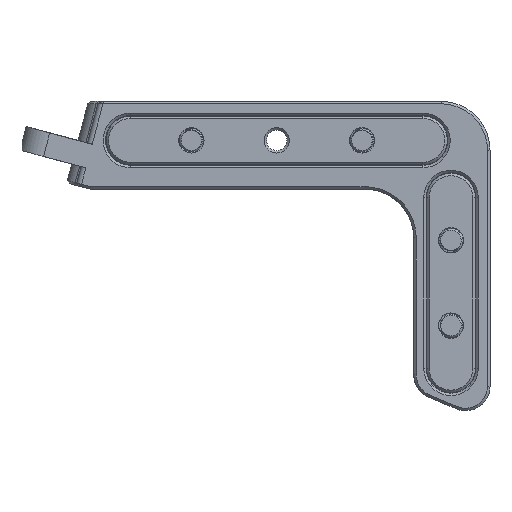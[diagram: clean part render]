
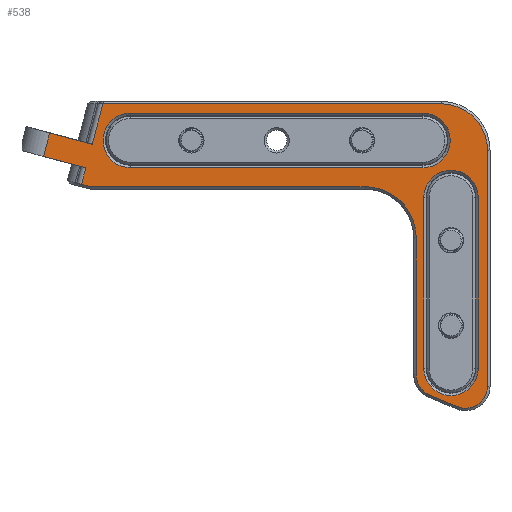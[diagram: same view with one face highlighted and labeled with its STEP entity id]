
A CAD part, front view. The second image highlights one B-rep face of the part: STEP entity #538.
In plain terms, the highlighted planar face has unit normal (0, -1, 0).
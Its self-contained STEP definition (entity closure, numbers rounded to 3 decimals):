
#538=ADVANCED_FACE('',(#1182,#1184,#1186),#1188,.F.);
#1182=FACE_BOUND('',#1183,.T.);
#1183=EDGE_LOOP('',(#14050,#14051,#14052,#14053,#14054,#14055,#14056,#14057,#14058,
#14059,#14060,#14061,#14062,#14063,#14064));
#1184=FACE_BOUND('',#1185,.T.);
#1185=EDGE_LOOP('',(#14065,#14066,#14067,#14068));
#1186=FACE_BOUND('',#1187,.T.);
#1187=EDGE_LOOP('',(#14069,#14070,#14071,#14072));
#1188=PLANE('',#1189);
#1189=AXIS2_PLACEMENT_3D('',#1190,#1191,#1192);
#1190=CARTESIAN_POINT('',(0.,-15.,0.));
#1191=DIRECTION('',(0.,1.,0.));
#1192=DIRECTION('',(-1.,0.,0.));
#14050=ORIENTED_EDGE('',*,*,#15574,.F.);
#14051=ORIENTED_EDGE('',*,*,#15575,.F.);
#14052=ORIENTED_EDGE('',*,*,#15576,.F.);
#14053=ORIENTED_EDGE('',*,*,#15577,.F.);
#14054=ORIENTED_EDGE('',*,*,#15578,.F.);
#14055=ORIENTED_EDGE('',*,*,#15579,.F.);
#14056=ORIENTED_EDGE('',*,*,#15580,.F.);
#14057=ORIENTED_EDGE('',*,*,#15581,.F.);
#14058=ORIENTED_EDGE('',*,*,#15582,.F.);
#14059=ORIENTED_EDGE('',*,*,#15583,.F.);
#14060=ORIENTED_EDGE('',*,*,#15584,.T.);
#14061=ORIENTED_EDGE('',*,*,#15500,.F.);
#14062=ORIENTED_EDGE('',*,*,#15585,.F.);
#14063=ORIENTED_EDGE('',*,*,#15493,.F.);
#14064=ORIENTED_EDGE('',*,*,#15586,.T.);
#14065=ORIENTED_EDGE('',*,*,#15587,.T.);
#14066=ORIENTED_EDGE('',*,*,#15588,.T.);
#14067=ORIENTED_EDGE('',*,*,#15589,.T.);
#14068=ORIENTED_EDGE('',*,*,#15590,.T.);
#14069=ORIENTED_EDGE('',*,*,#15591,.T.);
#14070=ORIENTED_EDGE('',*,*,#15592,.T.);
#14071=ORIENTED_EDGE('',*,*,#15593,.T.);
#14072=ORIENTED_EDGE('',*,*,#15594,.T.);
#15493=EDGE_CURVE('',#16385,#16369,#16387,.T.);
#15500=EDGE_CURVE('',#16398,#16400,#16401,.T.);
#15574=EDGE_CURVE('',#16528,#16529,#16530,.T.);
#15575=EDGE_CURVE('',#16531,#16528,#16532,.T.);
#15576=EDGE_CURVE('',#16533,#16531,#16534,.T.);
#15577=EDGE_CURVE('',#16535,#16533,#16536,.T.);
#15578=EDGE_CURVE('',#16537,#16535,#16538,.T.);
#15579=EDGE_CURVE('',#16539,#16537,#16540,.T.);
#15580=EDGE_CURVE('',#16541,#16539,#16542,.T.);
#15581=EDGE_CURVE('',#16543,#16541,#16544,.T.);
#15582=EDGE_CURVE('',#16545,#16543,#16546,.T.);
#15583=EDGE_CURVE('',#16547,#16545,#16548,.T.);
#15584=EDGE_CURVE('',#16547,#16400,#16549,.F.);
#15585=EDGE_CURVE('',#16369,#16398,#16550,.T.);
#15586=EDGE_CURVE('',#16385,#16529,#16551,.T.);
#15587=EDGE_CURVE('',#16552,#16553,#16554,.T.);
#15588=EDGE_CURVE('',#16553,#16555,#16556,.F.);
#15589=EDGE_CURVE('',#16555,#16557,#16558,.T.);
#15590=EDGE_CURVE('',#16557,#16552,#16559,.F.);
#15591=EDGE_CURVE('',#16560,#16561,#16562,.T.);
#15592=EDGE_CURVE('',#16561,#16563,#16564,.F.);
#15593=EDGE_CURVE('',#16563,#16565,#16566,.T.);
#15594=EDGE_CURVE('',#16565,#16560,#16567,.F.);
#16369=VERTEX_POINT('',#18704);
#16385=VERTEX_POINT('',#18742);
#16387=LINE('',#18747,#18748);
#16398=VERTEX_POINT('',#18774);
#16400=VERTEX_POINT('',#18779);
#16401=LINE('',#18780,#18781);
#16528=VERTEX_POINT('',#19445);
#16529=VERTEX_POINT('',#19446);
#16530=LINE('',#19447,#19448);
#16531=VERTEX_POINT('',#19450);
#16532=LINE('',#19451,#19452);
#16533=VERTEX_POINT('',#19454);
#16534=CIRCLE('',#19455,10.5);
#16535=VERTEX_POINT('',#19459);
#16536=LINE('',#19460,#19461);
#16537=VERTEX_POINT('',#19463);
#16538=CIRCLE('',#19464,4.5);
#16539=VERTEX_POINT('',#19468);
#16540=LINE('',#19469,#19470);
#16541=VERTEX_POINT('',#19472);
#16542=CIRCLE('',#19473,4.5);
#16543=VERTEX_POINT('',#19477);
#16544=LINE('',#19478,#19479);
#16545=VERTEX_POINT('',#19481);
#16546=CIRCLE('',#19482,9.5);
#16547=VERTEX_POINT('',#19486);
#16548=LINE('',#19487,#19488);
#16549=LINE('',#19490,#19491);
#16550=LINE('',#19493,#19494);
#16551=LINE('',#19496,#19497);
#16552=VERTEX_POINT('',#19499);
#16553=VERTEX_POINT('',#19500);
#16554=LINE('',#19501,#19502);
#16555=VERTEX_POINT('',#19504);
#16556=CIRCLE('',#19505,5.6);
#16557=VERTEX_POINT('',#19509);
#16558=LINE('',#19510,#19511);
#16559=CIRCLE('',#19513,5.6);
#16560=VERTEX_POINT('',#19517);
#16561=VERTEX_POINT('',#19518);
#16562=LINE('',#19519,#19520);
#16563=VERTEX_POINT('',#19522);
#16564=CIRCLE('',#19523,5.6);
#16565=VERTEX_POINT('',#19527);
#16566=LINE('',#19528,#19529);
#16567=CIRCLE('',#19531,5.6);
#18704=CARTESIAN_POINT('',(-47.84,-15.,-3.289));
#18742=CARTESIAN_POINT('',(-39.147,-15.,-5.619));
#18747=CARTESIAN_POINT('',(-39.147,-15.,-5.619));
#18748=VECTOR('',#18749,1.);
#18749=DIRECTION('',(-0.966,0.,0.259));
#18774=CARTESIAN_POINT('',(-46.546,-15.,1.54));
#18779=CARTESIAN_POINT('',(-37.852,-15.,-0.789));
#18780=CARTESIAN_POINT('',(-46.546,-15.,1.54));
#18781=VECTOR('',#18782,1.);
#18782=DIRECTION('',(0.966,0.,-0.259));
#19445=CARTESIAN_POINT('',(-38.184,-15.,-9.5));
#19446=CARTESIAN_POINT('',(-40.052,-15.,-8.999));
#19447=CARTESIAN_POINT('',(-38.184,-15.,-9.5));
#19448=VECTOR('',#19449,1.);
#19449=DIRECTION('',(-0.966,0.,0.259));
#19450=CARTESIAN_POINT('',(18.11,-15.,-9.5));
#19451=CARTESIAN_POINT('',(18.11,-15.,-9.5));
#19452=VECTOR('',#19453,1.);
#19453=DIRECTION('',(-1.,0.,0.));
#19454=CARTESIAN_POINT('',(28.61,-15.,-20.));
#19455=AXIS2_PLACEMENT_3D('',#19456,#19457,#19458);
#19456=CARTESIAN_POINT('',(18.11,-15.,-20.));
#19457=DIRECTION('',(0.,-1.,0.));
#19458=DIRECTION('',(1.,0.,0.));
#19459=CARTESIAN_POINT('',(28.61,-15.,-48.056));
#19460=CARTESIAN_POINT('',(28.61,-15.,-48.056));
#19461=VECTOR('',#19462,1.);
#19462=DIRECTION('',(0.,0.,1.));
#19463=CARTESIAN_POINT('',(31.353,-15.,-52.199));
#19464=AXIS2_PLACEMENT_3D('',#19465,#19466,#19467);
#19465=CARTESIAN_POINT('',(33.11,-15.,-48.056));
#19466=DIRECTION('',(0.,1.,0.));
#19467=DIRECTION('',(-0.39,0.,-0.921));
#19468=CARTESIAN_POINT('',(36.993,-15.,-54.591));
#19469=CARTESIAN_POINT('',(36.993,-15.,-54.591));
#19470=VECTOR('',#19471,1.);
#19471=DIRECTION('',(-0.921,0.,0.39));
#19472=CARTESIAN_POINT('',(43.25,-15.,-50.448));
#19473=AXIS2_PLACEMENT_3D('',#19474,#19475,#19476);
#19474=CARTESIAN_POINT('',(38.75,-15.,-50.448));
#19475=DIRECTION('',(0.,1.,0.));
#19476=DIRECTION('',(1.,0.,0.));
#19477=CARTESIAN_POINT('',(43.25,-15.,-2.));
#19478=CARTESIAN_POINT('',(43.25,-15.,-2.));
#19479=VECTOR('',#19480,1.);
#19480=DIRECTION('',(0.,0.,-1.));
#19481=CARTESIAN_POINT('',(33.75,-15.,7.5));
#19482=AXIS2_PLACEMENT_3D('',#19483,#19484,#19485);
#19483=CARTESIAN_POINT('',(33.75,-15.,-2.));
#19484=DIRECTION('',(0.,1.,0.));
#19485=DIRECTION('',(0.,0.,1.));
#19486=CARTESIAN_POINT('',(-35.631,-15.,7.5));
#19487=CARTESIAN_POINT('',(-35.631,-15.,7.5));
#19488=VECTOR('',#19489,1.);
#19489=DIRECTION('',(1.,0.,0.));
#19490=CARTESIAN_POINT('',(-37.852,-15.,-0.789));
#19491=VECTOR('',#19492,1.);
#19492=DIRECTION('',(0.259,0.,0.966));
#19493=CARTESIAN_POINT('',(-47.84,-15.,-3.289));
#19494=VECTOR('',#19495,1.);
#19495=DIRECTION('',(0.259,0.,0.966));
#19496=CARTESIAN_POINT('',(-39.147,-15.,-5.619));
#19497=VECTOR('',#19498,1.);
#19498=DIRECTION('',(-0.259,0.,-0.966));
#19499=CARTESIAN_POINT('',(-30.,-15.,5.6));
#19500=CARTESIAN_POINT('',(30.,-15.,5.6));
#19501=CARTESIAN_POINT('',(-30.,-15.,5.6));
#19502=VECTOR('',#19503,1.);
#19503=DIRECTION('',(1.,0.,0.));
#19504=CARTESIAN_POINT('',(30.,-15.,-5.6));
#19505=AXIS2_PLACEMENT_3D('',#19506,#19507,#19508);
#19506=CARTESIAN_POINT('',(30.,-15.,0.));
#19507=DIRECTION('',(0.,-1.,0.));
#19508=DIRECTION('',(0.,0.,-1.));
#19509=CARTESIAN_POINT('',(-30.,-15.,-5.6));
#19510=CARTESIAN_POINT('',(30.,-15.,-5.6));
#19511=VECTOR('',#19512,1.);
#19512=DIRECTION('',(-1.,0.,0.));
#19513=AXIS2_PLACEMENT_3D('',#19514,#19515,#19516);
#19514=CARTESIAN_POINT('',(-30.,-15.,0.));
#19515=DIRECTION('',(0.,-1.,0.));
#19516=DIRECTION('',(0.,0.,1.));
#19517=CARTESIAN_POINT('',(30.15,-15.,-46.744));
#19518=CARTESIAN_POINT('',(30.15,-15.,-11.744));
#19519=CARTESIAN_POINT('',(30.15,-15.,-46.744));
#19520=VECTOR('',#19521,1.);
#19521=DIRECTION('',(0.,0.,1.));
#19522=CARTESIAN_POINT('',(41.35,-15.,-11.744));
#19523=AXIS2_PLACEMENT_3D('',#19524,#19525,#19526);
#19524=CARTESIAN_POINT('',(35.75,-15.,-11.744));
#19525=DIRECTION('',(0.,-1.,0.));
#19526=DIRECTION('',(1.,0.,0.));
#19527=CARTESIAN_POINT('',(41.35,-15.,-46.744));
#19528=CARTESIAN_POINT('',(41.35,-15.,-11.744));
#19529=VECTOR('',#19530,1.);
#19530=DIRECTION('',(0.,0.,-1.));
#19531=AXIS2_PLACEMENT_3D('',#19532,#19533,#19534);
#19532=CARTESIAN_POINT('',(35.75,-15.,-46.744));
#19533=DIRECTION('',(0.,-1.,0.));
#19534=DIRECTION('',(-1.,0.,0.));
